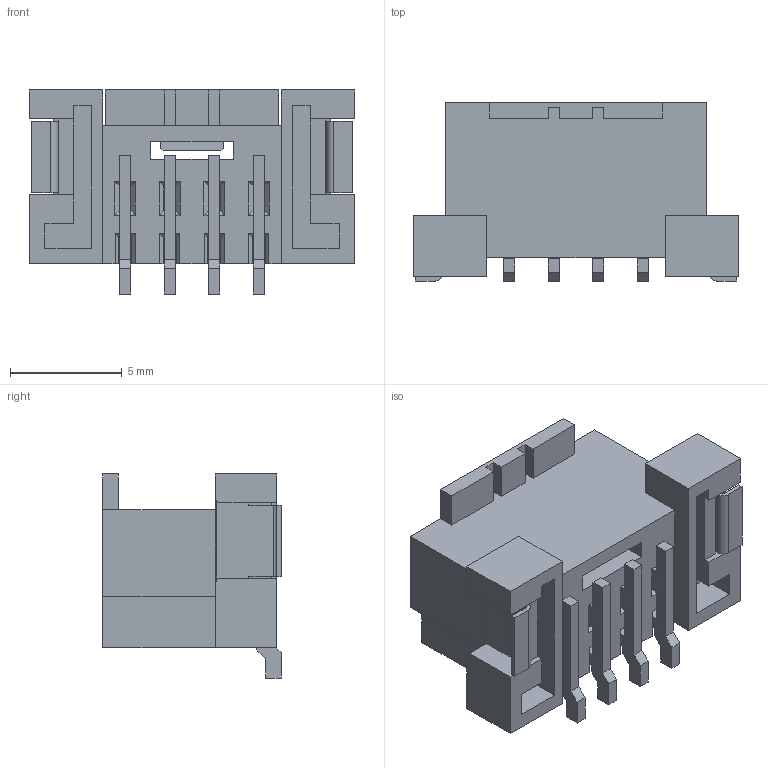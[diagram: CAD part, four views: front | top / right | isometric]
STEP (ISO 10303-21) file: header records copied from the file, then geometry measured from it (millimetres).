
FILE_DESCRIPTION((''),'2;1');
FILE_NAME('5600200420','2016-07-14T',('gsharma'),(''),'PRO/ENGINEER BY PARAMETRIC TECHNOLOGY CORPORATION, 2012310','PRO/ENGINEER BY PARAMETRIC TECHNOLOGY CORPORATION, 2012310','');
FILE_SCHEMA(('CONFIG_CONTROL_DESIGN'));
Length unit declared in the file: millimetre
Products named in the file (1): 5600200420
Bounding box: 14.6 x 8 x 9.15 mm (x, y, z)
Volume: 323.3 mm3; surface area: 922.7 mm2
Topology: 1 solids, 1 shells, 362 faces, 1052 edges, 684 vertices
Faces by surface type: plane 347, cylinder 13, cone 2
Entity records: 11665 total; most frequent: CARTESIAN_POINT 2075, ORIENTED_EDGE 2056, DIRECTION 1806, EDGE_CURVE 1028, VECTOR 1024, LINE 1024, VERTEX_POINT 660, AXIS2_PLACEMENT_3D 391
